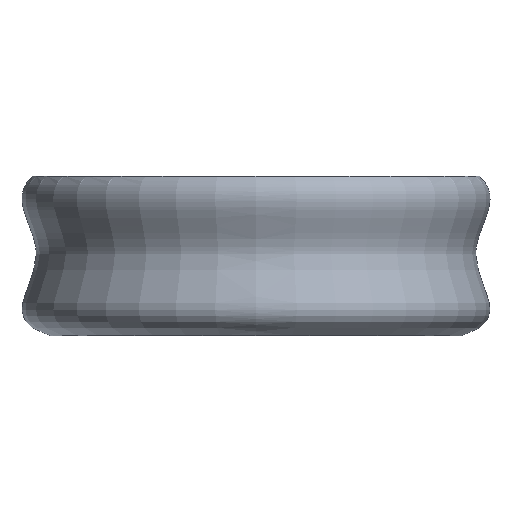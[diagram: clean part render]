
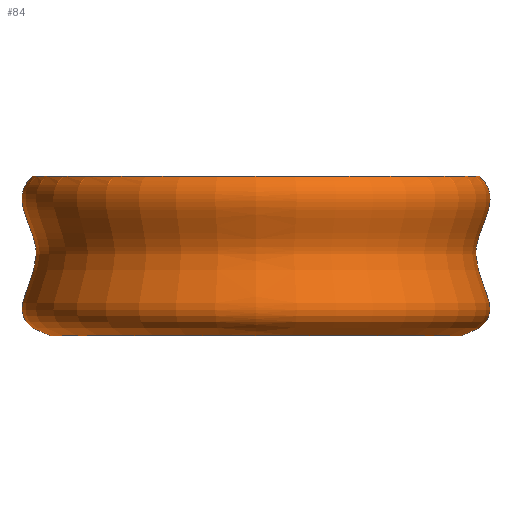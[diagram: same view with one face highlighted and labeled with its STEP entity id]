
A CAD part, front view. The second image highlights one B-rep face of the part: STEP entity #84.
In plain terms, the highlighted face is a revolution surface.
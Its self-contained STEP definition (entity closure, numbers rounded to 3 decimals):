
#84=ADVANCED_FACE('',(#267,#269),#271,.F.);
#267=FACE_BOUND('',#268,.T.);
#268=EDGE_LOOP('',(#872,#873,#874,#875,#876));
#269=FACE_OUTER_BOUND('',#270,.T.);
#270=EDGE_LOOP('',(#877));
#271=SURFACE_OF_REVOLUTION('',#272,#273);
#272=B_SPLINE_CURVE_WITH_KNOTS('',3,
(#878,#879,#880,#881,#882),
.UNSPECIFIED.,.F.,.F.,
(4,1,4),
(0.,0.534,1.),
.UNSPECIFIED.);
#273=AXIS1_PLACEMENT('',#274,#275);
#274=CARTESIAN_POINT('',(0.,0.,0.));
#275=DIRECTION('',(0.,0.,-1.));
#872=ORIENTED_EDGE('',*,*,#939,.T.);
#873=ORIENTED_EDGE('',*,*,#935,.T.);
#874=ORIENTED_EDGE('',*,*,#934,.T.);
#875=ORIENTED_EDGE('',*,*,#940,.T.);
#876=ORIENTED_EDGE('',*,*,#941,.T.);
#877=ORIENTED_EDGE('',*,*,#942,.T.);
#878=CARTESIAN_POINT('',(0.,-29.,-8.));
#879=CARTESIAN_POINT('',(0.,-36.616,-5.697));
#880=CARTESIAN_POINT('',(0.,-26.166,3.129));
#881=CARTESIAN_POINT('',(0.,-35.161,11.144));
#882=CARTESIAN_POINT('',(0.,-31.541,14.541));
#934=EDGE_CURVE('',#977,#975,#978,.T.);
#935=EDGE_CURVE('',#979,#977,#980,.T.);
#939=EDGE_CURVE('',#985,#979,#986,.F.);
#940=EDGE_CURVE('',#975,#987,#988,.F.);
#941=EDGE_CURVE('',#987,#985,#989,.F.);
#942=EDGE_CURVE('',#990,#990,#991,.F.);
#975=VERTEX_POINT('',#1138);
#977=VERTEX_POINT('',#1219);
#978=CIRCLE('',#1220,31.541);
#979=VERTEX_POINT('',#1224);
#980=CIRCLE('',#1225,31.541);
#985=VERTEX_POINT('',#1371);
#986=B_SPLINE_CURVE_WITH_KNOTS('',3,
(#1372,#1373,#1374,#1375,#1376,#1377),
.UNSPECIFIED.,.F.,.F.,
(4,1,1,4),
(0.,0.333,0.667,1.),
.UNSPECIFIED.);
#987=VERTEX_POINT('',#1378);
#988=B_SPLINE_CURVE_WITH_KNOTS('',3,
(#1379,#1380,#1381,#1382,#1383,#1384),
.UNSPECIFIED.,.F.,.F.,
(4,1,1,4),
(0.,0.333,0.667,1.),
.UNSPECIFIED.);
#989=B_SPLINE_CURVE_WITH_KNOTS('',3,
(#1385,#1386,#1387,#1388,#1389,#1390,#1391,#1392,#1393,#1394,#1395,#1396,#1397,#1398,
#1399,#1400,#1401,#1402,#1403,#1404,#1405,#1406,#1407,#1408,#1409,#1410,#1411,#1412,
#1413,#1414,#1415,#1416,#1417,#1418,#1419,#1420,#1421,#1422,#1423,#1424,#1425,#1426,
#1427,#1428,#1429,#1430,#1431,#1432,#1433,#1434,#1435,#1436,#1437,#1438,#1439,#1440,
#1441,#1442,#1443,#1444,#1445,#1446,#1447,#1448),
.UNSPECIFIED.,.F.,.F.,
(4,1,1,1,1,1,1,1,1,1,1,1,1,1,1,1,1,1,1,1,1,1,1,1,1,1,1,1,1,1,1,1,1,1,1,1,1,1,1,1,
1,1,1,1,1,1,1,1,1,1,1,1,1,1,1,1,1,1,1,1,1,4),
(0.,0.012,0.023,0.032,0.04,0.049,
0.057,0.067,0.079,0.092,0.107,
0.121,0.138,0.156,0.173,0.19,
0.207,0.225,0.245,0.268,0.289,
0.308,0.323,0.339,0.354,0.37,
0.388,0.408,0.429,0.447,0.464,
0.483,0.507,0.535,0.564,0.595,
0.625,0.651,0.672,0.689,0.706,
0.725,0.747,0.769,0.791,0.811,
0.831,0.849,0.865,0.879,0.892,
0.903,0.914,0.924,0.933,0.94,
0.948,0.957,0.966,0.977,0.988,
1.),
.UNSPECIFIED.);
#990=VERTEX_POINT('',#1449);
#991=CIRCLE('',#1450,29.);
#1138=CARTESIAN_POINT('',(-16.681,26.768,14.541));
#1219=CARTESIAN_POINT('',(0.,-31.541,14.541));
#1220=AXIS2_PLACEMENT_3D('',#1221,#1222,#1223);
#1221=CARTESIAN_POINT('',(0.,0.,14.541));
#1222=DIRECTION('',(0.,0.,-1.));
#1223=DIRECTION('',(0.,-1.,0.));
#1224=CARTESIAN_POINT('',(16.681,26.768,14.541));
#1225=AXIS2_PLACEMENT_3D('',#1226,#1227,#1228);
#1226=CARTESIAN_POINT('',(0.,0.,14.541));
#1227=DIRECTION('',(0.,0.,-1.));
#1228=DIRECTION('',(0.529,0.849,0.));
#1371=CARTESIAN_POINT('',(16.856,27.432,13.814));
#1372=CARTESIAN_POINT('',(16.681,26.768,14.541));
#1373=CARTESIAN_POINT('',(16.708,26.853,14.461));
#1374=CARTESIAN_POINT('',(16.756,27.014,14.3));
#1375=CARTESIAN_POINT('',(16.814,27.235,14.057));
#1376=CARTESIAN_POINT('',(16.843,27.368,13.895));
#1377=CARTESIAN_POINT('',(16.856,27.432,13.814));
#1378=CARTESIAN_POINT('',(-16.856,27.432,13.814));
#1379=CARTESIAN_POINT('',(-16.856,27.432,13.814));
#1380=CARTESIAN_POINT('',(-16.843,27.368,13.895));
#1381=CARTESIAN_POINT('',(-16.814,27.235,14.057));
#1382=CARTESIAN_POINT('',(-16.756,27.014,14.3));
#1383=CARTESIAN_POINT('',(-16.708,26.853,14.461));
#1384=CARTESIAN_POINT('',(-16.681,26.768,14.541));
#1385=CARTESIAN_POINT('',(16.856,27.432,13.814));
#1386=CARTESIAN_POINT('',(16.813,27.562,13.695));
#1387=CARTESIAN_POINT('',(16.723,27.798,13.467));
#1388=CARTESIAN_POINT('',(16.586,28.102,13.117));
#1389=CARTESIAN_POINT('',(16.448,28.347,12.784));
#1390=CARTESIAN_POINT('',(16.308,28.547,12.463));
#1391=CARTESIAN_POINT('',(16.154,28.721,12.136));
#1392=CARTESIAN_POINT('',(15.981,28.873,11.791));
#1393=CARTESIAN_POINT('',(15.764,29.016,11.396));
#1394=CARTESIAN_POINT('',(15.497,29.139,10.955));
#1395=CARTESIAN_POINT('',(15.169,29.24,10.465));
#1396=CARTESIAN_POINT('',(14.8,29.312,9.967));
#1397=CARTESIAN_POINT('',(14.377,29.365,9.45));
#1398=CARTESIAN_POINT('',(13.906,29.403,8.926));
#1399=CARTESIAN_POINT('',(13.385,29.437,8.401));
#1400=CARTESIAN_POINT('',(12.834,29.473,7.898));
#1401=CARTESIAN_POINT('',(12.274,29.516,7.434));
#1402=CARTESIAN_POINT('',(11.688,29.571,6.991));
#1403=CARTESIAN_POINT('',(11.052,29.644,6.554));
#1404=CARTESIAN_POINT('',(10.324,29.742,6.106));
#1405=CARTESIAN_POINT('',(9.536,29.864,5.678));
#1406=CARTESIAN_POINT('',(8.741,29.998,5.301));
#1407=CARTESIAN_POINT('',(8.024,30.123,5.));
#1408=CARTESIAN_POINT('',(7.377,30.237,4.759));
#1409=CARTESIAN_POINT('',(6.77,30.341,4.556));
#1410=CARTESIAN_POINT('',(6.151,30.445,4.368));
#1411=CARTESIAN_POINT('',(5.48,30.551,4.191));
#1412=CARTESIAN_POINT('',(4.731,30.66,4.019));
#1413=CARTESIAN_POINT('',(3.907,30.765,3.862));
#1414=CARTESIAN_POINT('',(3.08,30.853,3.738));
#1415=CARTESIAN_POINT('',(2.293,30.919,3.648));
#1416=CARTESIAN_POINT('',(1.519,30.966,3.585));
#1417=CARTESIAN_POINT('',(0.654,30.998,3.544));
#1418=CARTESIAN_POINT('',(-0.364,31.004,3.535));
#1419=CARTESIAN_POINT('',(-1.525,30.97,3.579));
#1420=CARTESIAN_POINT('',(-2.774,30.886,3.692));
#1421=CARTESIAN_POINT('',(-4.036,30.754,3.878));
#1422=CARTESIAN_POINT('',(-5.234,30.59,4.124));
#1423=CARTESIAN_POINT('',(-6.283,30.424,4.402));
#1424=CARTESIAN_POINT('',(-7.146,30.277,4.676));
#1425=CARTESIAN_POINT('',(-7.863,30.151,4.938));
#1426=CARTESIAN_POINT('',(-8.544,30.032,5.215));
#1427=CARTESIAN_POINT('',(-9.272,29.908,5.548));
#1428=CARTESIAN_POINT('',(-10.063,29.781,5.958));
#1429=CARTESIAN_POINT('',(-10.865,29.667,6.432));
#1430=CARTESIAN_POINT('',(-11.623,29.577,6.941));
#1431=CARTESIAN_POINT('',(-12.313,29.512,7.462));
#1432=CARTESIAN_POINT('',(-12.935,29.466,7.986));
#1433=CARTESIAN_POINT('',(-13.492,29.43,8.505));
#1434=CARTESIAN_POINT('',(-13.979,29.398,9.006));
#1435=CARTESIAN_POINT('',(-14.395,29.362,9.473));
#1436=CARTESIAN_POINT('',(-14.749,29.318,9.905));
#1437=CARTESIAN_POINT('',(-15.056,29.263,10.31));
#1438=CARTESIAN_POINT('',(-15.328,29.194,10.699));
#1439=CARTESIAN_POINT('',(-15.565,29.109,11.066));
#1440=CARTESIAN_POINT('',(-15.768,29.011,11.405));
#1441=CARTESIAN_POINT('',(-15.94,28.901,11.717));
#1442=CARTESIAN_POINT('',(-16.1,28.772,12.025));
#1443=CARTESIAN_POINT('',(-16.259,28.609,12.356));
#1444=CARTESIAN_POINT('',(-16.42,28.394,12.716));
#1445=CARTESIAN_POINT('',(-16.576,28.123,13.092));
#1446=CARTESIAN_POINT('',(-16.724,27.799,13.466));
#1447=CARTESIAN_POINT('',(-16.812,27.558,13.7));
#1448=CARTESIAN_POINT('',(-16.856,27.432,13.814));
#1449=CARTESIAN_POINT('',(0.,-29.,-8.));
#1450=AXIS2_PLACEMENT_3D('',#1451,#1452,#1453);
#1451=CARTESIAN_POINT('',(0.,0.,-8.));
#1452=DIRECTION('',(0.,0.,-1.));
#1453=DIRECTION('',(0.,-1.,0.));
